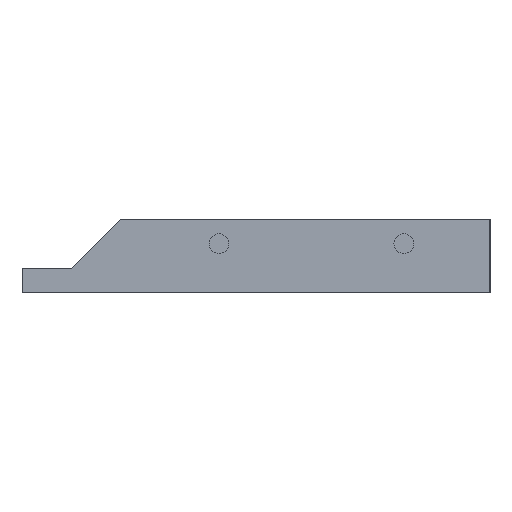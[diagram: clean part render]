
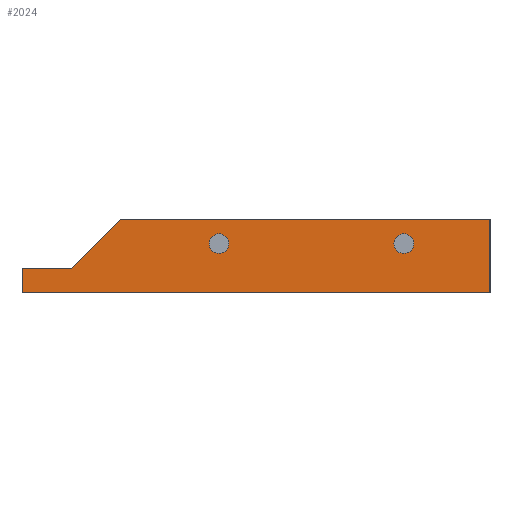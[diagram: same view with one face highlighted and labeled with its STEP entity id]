
A CAD part, left-side view. The second image highlights one B-rep face of the part: STEP entity #2024.
In plain terms, the highlighted planar face has unit normal (-1, 0, 0).
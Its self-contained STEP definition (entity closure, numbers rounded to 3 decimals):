
#2 = DIRECTION ( 'NONE',  ( -1., 0., 0. ) ) ;
#6 = EDGE_CURVE ( 'NONE', #95, #2313, #963, .T. ) ;
#63 = CIRCLE ( 'NONE', #1549, 2. ) ;
#80 = DIRECTION ( 'NONE',  ( 0., 0., -1. ) ) ;
#95 = VERTEX_POINT ( 'NONE', #1844 ) ;
#104 = FACE_BOUND ( 'NONE', #1576, .T. ) ;
#146 = EDGE_CURVE ( 'NONE', #1738, #1766, #1079, .T. ) ;
#155 = DIRECTION ( 'NONE',  ( 0., 0., 1. ) ) ;
#190 = CARTESIAN_POINT ( 'NONE',  ( -118.5, 72.5, 5. ) ) ;
#227 = CARTESIAN_POINT ( 'NONE',  ( -118.5, 32.5, 10. ) ) ;
#238 = ORIENTED_EDGE ( 'NONE', *, *, #1616, .F. ) ;
#248 = CARTESIAN_POINT ( 'NONE',  ( -118.5, 62.5, 15. ) ) ;
#258 = DIRECTION ( 'NONE',  ( 0., 0., 1. ) ) ;
#267 = CARTESIAN_POINT ( 'NONE',  ( -118.5, 32.5, 10. ) ) ;
#307 = EDGE_LOOP ( 'NONE', ( #566, #2602 ) ) ;
#311 = FACE_BOUND ( 'NONE', #307, .T. ) ;
#366 = VECTOR ( 'NONE', #1438, 1000. ) ;
#372 = ORIENTED_EDGE ( 'NONE', *, *, #2076, .T. ) ;
#434 = DIRECTION ( 'NONE',  ( 0., 0., 1. ) ) ;
#449 = LINE ( 'NONE', #628, #366 ) ;
#469 = VERTEX_POINT ( 'NONE', #821 ) ;
#497 = ORIENTED_EDGE ( 'NONE', *, *, #2497, .T. ) ;
#529 = EDGE_CURVE ( 'NONE', #95, #1806, #1457, .T. ) ;
#539 = VECTOR ( 'NONE', #809, 1000. ) ;
#545 = CARTESIAN_POINT ( 'NONE',  ( -118.5, -22.5, 15. ) ) ;
#566 = ORIENTED_EDGE ( 'NONE', *, *, #945, .F. ) ;
#596 = ORIENTED_EDGE ( 'NONE', *, *, #529, .F. ) ;
#628 = CARTESIAN_POINT ( 'NONE',  ( -118.5, -72.5, 5. ) ) ;
#672 = VERTEX_POINT ( 'NONE', #1065 ) ;
#745 = LINE ( 'NONE', #2112, #1417 ) ;
#771 = DIRECTION ( 'NONE',  ( -1., 0., 0. ) ) ;
#787 = CARTESIAN_POINT ( 'NONE',  ( -118.5, 52.5, 15. ) ) ;
#809 = DIRECTION ( 'NONE',  ( 0., -1., 0. ) ) ;
#821 = CARTESIAN_POINT ( 'NONE',  ( -118.5, -22.5, 0. ) ) ;
#827 = CARTESIAN_POINT ( 'NONE',  ( -118.5, 62.5, 5. ) ) ;
#871 = AXIS2_PLACEMENT_3D ( 'NONE', #267, #1904, #1479 ) ;
#878 = CARTESIAN_POINT ( 'NONE',  ( -118.5, 72.5, 0. ) ) ;
#888 = ORIENTED_EDGE ( 'NONE', *, *, #1977, .F. ) ;
#902 = ORIENTED_EDGE ( 'NONE', *, *, #1331, .F. ) ;
#921 = DIRECTION ( 'NONE',  ( 0., 0., -1. ) ) ;
#945 = EDGE_CURVE ( 'NONE', #1766, #1738, #1471, .T. ) ;
#949 = CARTESIAN_POINT ( 'NONE',  ( -118.5, -72.5, 5. ) ) ;
#963 = LINE ( 'NONE', #787, #2481 ) ;
#1031 = VECTOR ( 'NONE', #921, 1000. ) ;
#1065 = CARTESIAN_POINT ( 'NONE',  ( -118.5, -5., 8. ) ) ;
#1078 = LINE ( 'NONE', #1892, #1921 ) ;
#1079 = CIRCLE ( 'NONE', #1332, 2. ) ;
#1113 = DIRECTION ( 'NONE',  ( 0., -1., 0. ) ) ;
#1120 = FACE_OUTER_BOUND ( 'NONE', #2472, .T. ) ;
#1141 = ORIENTED_EDGE ( 'NONE', *, *, #1986, .F. ) ;
#1145 = CARTESIAN_POINT ( 'NONE',  ( -118.5, -5., 12. ) ) ;
#1237 = CIRCLE ( 'NONE', #2300, 2. ) ;
#1287 = ORIENTED_EDGE ( 'NONE', *, *, #6, .T. ) ;
#1301 = DIRECTION ( 'NONE',  ( 0., 1., 0. ) ) ;
#1316 = CARTESIAN_POINT ( 'NONE',  ( -118.5, 72.5, 5. ) ) ;
#1331 = EDGE_CURVE ( 'NONE', #1846, #2313, #449, .T. ) ;
#1332 = AXIS2_PLACEMENT_3D ( 'NONE', #227, #2469, #434 ) ;
#1408 = CARTESIAN_POINT ( 'NONE',  ( -118.5, -5., 10. ) ) ;
#1417 = VECTOR ( 'NONE', #1113, 1000. ) ;
#1438 = DIRECTION ( 'NONE',  ( 0., -1., 0. ) ) ;
#1457 = LINE ( 'NONE', #248, #539 ) ;
#1471 = CIRCLE ( 'NONE', #871, 2. ) ;
#1479 = DIRECTION ( 'NONE',  ( 0., 0., 1. ) ) ;
#1549 = AXIS2_PLACEMENT_3D ( 'NONE', #1408, #771, #155 ) ;
#1576 = EDGE_LOOP ( 'NONE', ( #888, #238 ) ) ;
#1616 = EDGE_CURVE ( 'NONE', #672, #2109, #63, .T. ) ;
#1721 = PLANE ( 'NONE',  #1757 ) ;
#1738 = VERTEX_POINT ( 'NONE', #2376 ) ;
#1753 = CARTESIAN_POINT ( 'NONE',  ( -118.5, 32.5, 12. ) ) ;
#1757 = AXIS2_PLACEMENT_3D ( 'NONE', #949, #2341, #1301 ) ;
#1766 = VERTEX_POINT ( 'NONE', #1753 ) ;
#1806 = VERTEX_POINT ( 'NONE', #545 ) ;
#1844 = CARTESIAN_POINT ( 'NONE',  ( -118.5, 52.5, 15. ) ) ;
#1846 = VERTEX_POINT ( 'NONE', #190 ) ;
#1892 = CARTESIAN_POINT ( 'NONE',  ( -118.5, -22.5, 5. ) ) ;
#1904 = DIRECTION ( 'NONE',  ( -1., 0., 0. ) ) ;
#1921 = VECTOR ( 'NONE', #80, 1000. ) ;
#1977 = EDGE_CURVE ( 'NONE', #2109, #672, #1237, .T. ) ;
#1986 = EDGE_CURVE ( 'NONE', #1806, #469, #1078, .T. ) ;
#1990 = VERTEX_POINT ( 'NONE', #878 ) ;
#2024 = ADVANCED_FACE ( 'NONE', ( #104, #311, #1120 ), #1721, .F. ) ;
#2075 = CARTESIAN_POINT ( 'NONE',  ( -118.5, -5., 10. ) ) ;
#2076 = EDGE_CURVE ( 'NONE', #1846, #1990, #2355, .T. ) ;
#2109 = VERTEX_POINT ( 'NONE', #1145 ) ;
#2112 = CARTESIAN_POINT ( 'NONE',  ( -118.5, -72.5, 0. ) ) ;
#2196 = DIRECTION ( 'NONE',  ( 0., 0.707, -0.707 ) ) ;
#2300 = AXIS2_PLACEMENT_3D ( 'NONE', #2075, #2, #258 ) ;
#2313 = VERTEX_POINT ( 'NONE', #827 ) ;
#2341 = DIRECTION ( 'NONE',  ( 1., 0., 0. ) ) ;
#2355 = LINE ( 'NONE', #1316, #1031 ) ;
#2376 = CARTESIAN_POINT ( 'NONE',  ( -118.5, 32.5, 8. ) ) ;
#2469 = DIRECTION ( 'NONE',  ( -1., 0., 0. ) ) ;
#2472 = EDGE_LOOP ( 'NONE', ( #1141, #596, #1287, #902, #372, #497 ) ) ;
#2481 = VECTOR ( 'NONE', #2196, 1000. ) ;
#2497 = EDGE_CURVE ( 'NONE', #1990, #469, #745, .T. ) ;
#2602 = ORIENTED_EDGE ( 'NONE', *, *, #146, .F. ) ;
